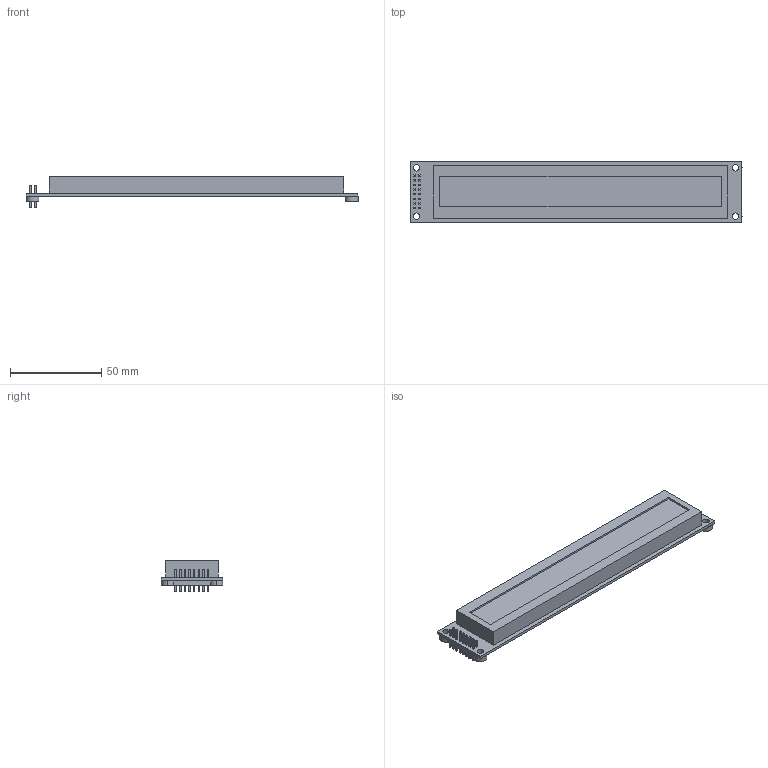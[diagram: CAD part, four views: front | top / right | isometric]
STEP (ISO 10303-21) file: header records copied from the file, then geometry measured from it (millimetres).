
FILE_DESCRIPTION (( 'STEP AP214' ), '1' );
FILE_NAME ('WH4002(KDR03).STEP', '2022-09-09T03:48:53', ( '' ), ( '' ), 'SwSTEP 2.0', 'SolidWorks 2019', '' );
FILE_SCHEMA (( 'AUTOMOTIVE_DESIGN' ));
Length unit declared in the file: millimetre
Products named in the file (1): WH4002(KDR03)
Bounding box: 182.1 x 33.6 x 16.8 mm (x, y, z)
Volume: 49854.8 mm3; surface area: 17951.5 mm2
Topology: 17 solids, 17 shells, 278 faces, 588 edges, 344 vertices
Faces by surface type: plane 262, cylinder 16
Entity records: 10298 total; most frequent: CARTESIAN_POINT 1211, DIRECTION 1198, ORIENTED_EDGE 1176, EDGE_CURVE 588, VECTOR 536, LINE 536, VERTEX_POINT 344, AXIS2_PLACEMENT_3D 331
